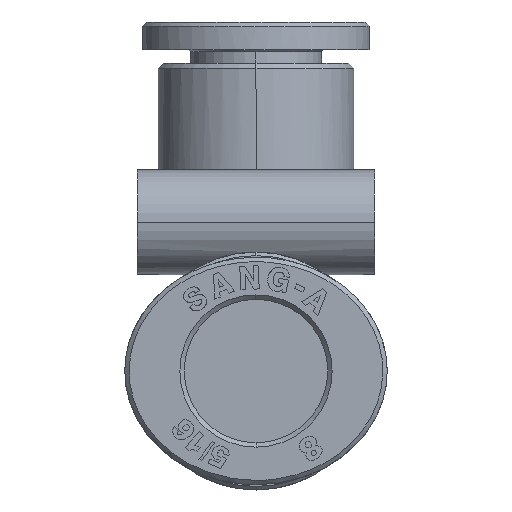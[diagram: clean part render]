
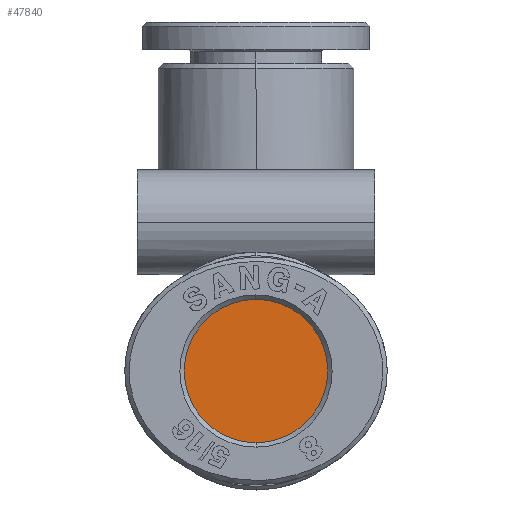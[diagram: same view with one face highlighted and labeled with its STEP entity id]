
A CAD part, left-side view. The second image highlights one B-rep face of the part: STEP entity #47840.
In plain terms, the highlighted planar face has unit normal (-1, 0, 0).
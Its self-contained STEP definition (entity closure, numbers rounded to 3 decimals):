
#981=CARTESIAN_POINT('',(-5.8,0.0,4.05));
#982=VERTEX_POINT('',#981);
#998=CARTESIAN_POINT('',(-5.8,0.,-4.15));
#999=VERTEX_POINT('',#998);
#1006=CARTESIAN_POINT('',(-5.8,0.0,-0.05));
#1007=DIRECTION('',(1.0,0.0,0.0));
#1008=DIRECTION('',(0.0,0.0,1.0));
#1009=AXIS2_PLACEMENT_3D('',#1006,#1007,#1008);
#1010=CIRCLE('',#1009,4.1);
#1011=EDGE_CURVE('',#999,#982,#1010,.T.);
#47819=CARTESIAN_POINT('',(-5.8,0.0,-0.05));
#47820=DIRECTION('',(1.0,0.0,0.0));
#47821=DIRECTION('',(0.0,0.0,1.0));
#47822=AXIS2_PLACEMENT_3D('',#47819,#47820,#47821);
#47823=CIRCLE('',#47822,4.1);
#47824=EDGE_CURVE('',#982,#999,#47823,.T.);
#47831=CARTESIAN_POINT('',(-5.8,0.0,-0.05));
#47832=DIRECTION('',(1.0,0.0,0.0));
#47833=DIRECTION('',(0.0,0.0,1.0));
#47834=AXIS2_PLACEMENT_3D('',#47831,#47832,#47833);
#47835=PLANE('',#47834);
#47836=ORIENTED_EDGE('',*,*,#47824,.F.);
#47837=ORIENTED_EDGE('',*,*,#1011,.F.);
#47838=EDGE_LOOP('',(#47836,#47837));
#47839=FACE_OUTER_BOUND('',#47838,.T.);
#47840=ADVANCED_FACE('',(#47839),#47835,.F.);
